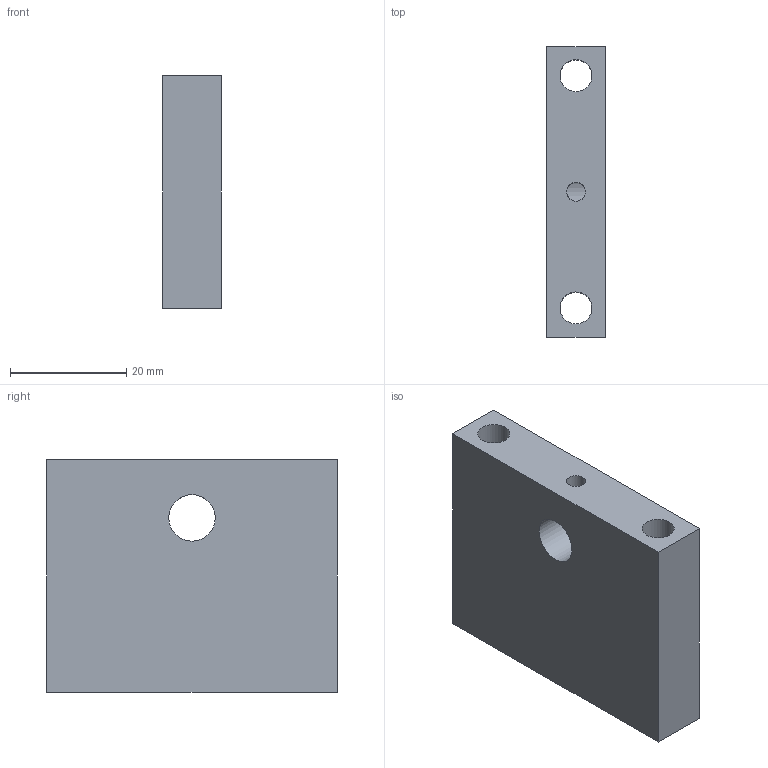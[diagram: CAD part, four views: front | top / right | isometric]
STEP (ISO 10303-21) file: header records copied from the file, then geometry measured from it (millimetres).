
FILE_DESCRIPTION(/* description */ (''),/* implementation_level */ '2;1');
FILE_NAME(/* name */ 'support comparateur.stp',/* time_stamp */ '2022-11-21T11:16:10+01:00',/* author */ ('ethomas'),/* organization */ (''),/* preprocessor_version */ 'ST-DEVELOPER v19.2',/* originating_system */ 'Autodesk Inventor 2023',/* authorisation */ '');
FILE_SCHEMA (('AUTOMOTIVE_DESIGN { 1 0 10303 214 3 1 1 }'));
Length unit declared in the file: millimetre
Products named in the file (1): support comparateur
Bounding box: 10 x 50 x 40 mm (x, y, z)
Volume: 17546.5 mm3; surface area: 7284.2 mm2
Topology: 1 solids, 1 shells, 10 faces, 25 edges, 17 vertices
Faces by surface type: plane 6, cylinder 4
Full cylindrical faces by diameter (mm): 3.242 x1, 5.5 x2, 8 x1
Entity records: 404 total; most frequent: CARTESIAN_POINT 87, DIRECTION 52, ORIENTED_EDGE 50, EDGE_CURVE 25, EDGE_LOOP 18, AXIS2_PLACEMENT_3D 18, VERTEX_POINT 17, LINE 16
